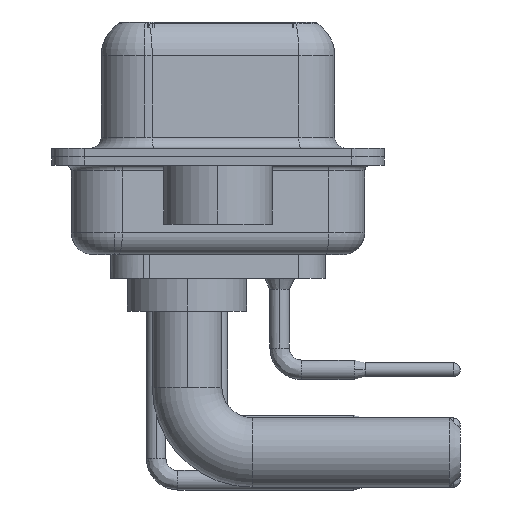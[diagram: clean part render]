
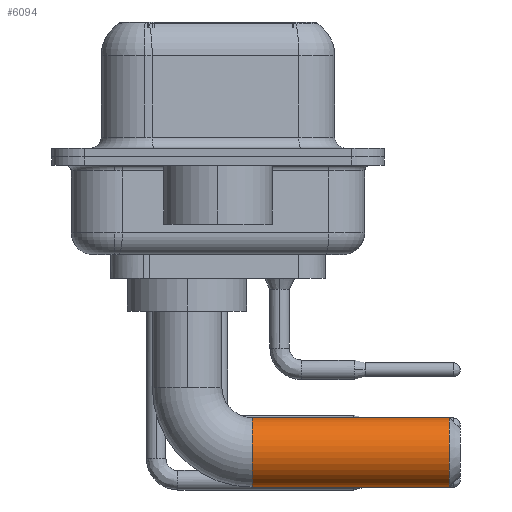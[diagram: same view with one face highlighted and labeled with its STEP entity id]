
A CAD part, left-side view. The second image highlights one B-rep face of the part: STEP entity #6094.
In plain terms, the highlighted cylindrical face has radius 1.6 mm (diameter 3.2 mm), a partial arc.
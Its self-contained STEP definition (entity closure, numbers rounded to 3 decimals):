
#589 = CARTESIAN_POINT ( 'NONE',  ( 0., -3., -6.5 ) ) ;
#1455 = CARTESIAN_POINT ( 'NONE',  ( 0., -12.07, -4.9 ) ) ;
#2032 = LINE ( 'NONE', #26990, #17804 ) ;
#3429 = VERTEX_POINT ( 'NONE', #14920 ) ;
#3826 = EDGE_CURVE ( 'NONE', #3429, #26317, #14770, .T. ) ;
#5524 = ORIENTED_EDGE ( 'NONE', *, *, #8796, .T. ) ;
#6094 = ADVANCED_FACE ( 'NONE', ( #18563 ), #13941, .T. ) ;
#6417 = CARTESIAN_POINT ( 'NONE',  ( 0., -12.07, -8.1 ) ) ;
#6948 = CARTESIAN_POINT ( 'NONE',  ( 0., -12.07, -6.5 ) ) ;
#8055 = CARTESIAN_POINT ( 'NONE',  ( 0., -3., -6.5 ) ) ;
#8796 = EDGE_CURVE ( 'NONE', #26317, #9446, #2032, .T. ) ;
#8880 = ORIENTED_EDGE ( 'NONE', *, *, #3826, .T. ) ;
#9023 = DIRECTION ( 'NONE',  ( 0., 0., -1. ) ) ;
#9200 = DIRECTION ( 'NONE',  ( 0., -1., 0. ) ) ;
#9446 = VERTEX_POINT ( 'NONE', #6417 ) ;
#10140 = DIRECTION ( 'NONE',  ( 0., -1., 0. ) ) ;
#12991 = EDGE_CURVE ( 'NONE', #9446, #18183, #24586, .T. ) ;
#13822 = AXIS2_PLACEMENT_3D ( 'NONE', #8055, #10140, #19213 ) ;
#13859 = AXIS2_PLACEMENT_3D ( 'NONE', #589, #9200, #16183 ) ;
#13920 = DIRECTION ( 'NONE',  ( 0., 1., 0. ) ) ;
#13941 = CYLINDRICAL_SURFACE ( 'NONE', #13859, 1.6 ) ;
#14053 = CARTESIAN_POINT ( 'NONE',  ( 0., -3., -4.9 ) ) ;
#14770 = CIRCLE ( 'NONE', #13822, 1.6 ) ;
#14920 = CARTESIAN_POINT ( 'NONE',  ( 0., -3., -4.9 ) ) ;
#15490 = ORIENTED_EDGE ( 'NONE', *, *, #12991, .T. ) ;
#16183 = DIRECTION ( 'NONE',  ( 0., 0., -1. ) ) ;
#16492 = EDGE_LOOP ( 'NONE', ( #27547, #8880, #5524, #15490 ) ) ;
#16898 = VECTOR ( 'NONE', #27610, 1000. ) ;
#17804 = VECTOR ( 'NONE', #29075, 1000. ) ;
#18183 = VERTEX_POINT ( 'NONE', #1455 ) ;
#18537 = LINE ( 'NONE', #14053, #16898 ) ;
#18563 = FACE_OUTER_BOUND ( 'NONE', #16492, .T. ) ;
#19114 = CARTESIAN_POINT ( 'NONE',  ( 0., -3., -8.1 ) ) ;
#19213 = DIRECTION ( 'NONE',  ( -1., 0., 0. ) ) ;
#21734 = AXIS2_PLACEMENT_3D ( 'NONE', #6948, #13920, #9023 ) ;
#24586 = CIRCLE ( 'NONE', #21734, 1.6 ) ;
#26317 = VERTEX_POINT ( 'NONE', #19114 ) ;
#26339 = EDGE_CURVE ( 'NONE', #3429, #18183, #18537, .T. ) ;
#26990 = CARTESIAN_POINT ( 'NONE',  ( 0., -3., -8.1 ) ) ;
#27547 = ORIENTED_EDGE ( 'NONE', *, *, #26339, .F. ) ;
#27610 = DIRECTION ( 'NONE',  ( 0., -1., 0. ) ) ;
#29075 = DIRECTION ( 'NONE',  ( 0., -1., 0. ) ) ;
